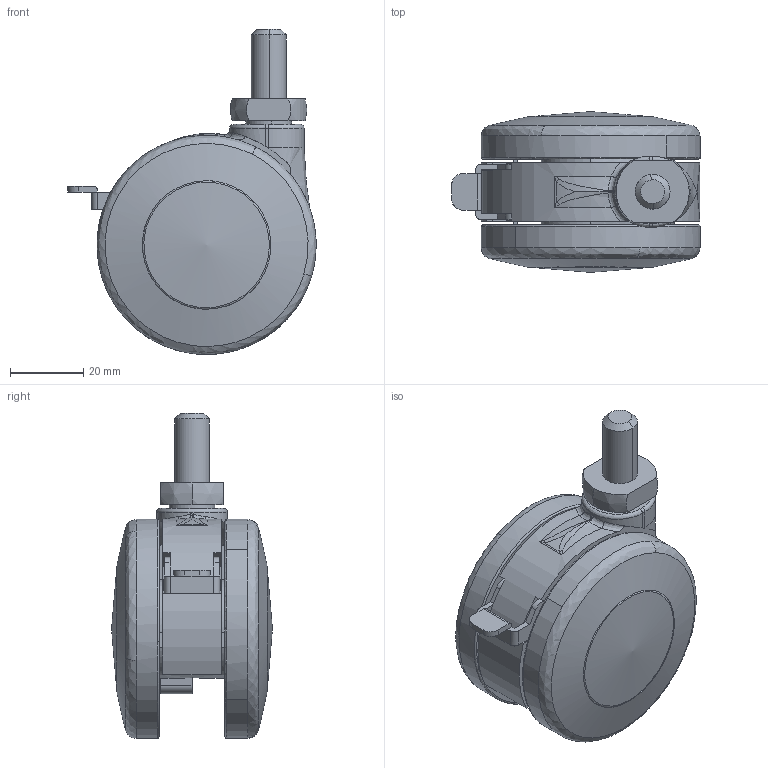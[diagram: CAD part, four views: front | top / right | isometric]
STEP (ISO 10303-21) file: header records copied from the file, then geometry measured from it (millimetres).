
FILE_DESCRIPTION((''),'2;1');
FILE_NAME('','2005-12-16T11:20:07',(''),(''),'','CADfix','');
FILE_SCHEMA(('AUTOMOTIVE_DESIGN'));
Length unit declared in the file: millimetre
Products named in the file (5): wheel; main shaft; lever; body; G7N3S_13233_36
Assembly tree (5 placements, depth 2):
  G7N3S_13233_36
    wheel  x2
    main shaft
    lever
    body
Bounding box: 68 x 44 x 89 mm (x, y, z)
Volume: 92802.1 mm3; surface area: 34193.8 mm2
Topology: 5 solids, 5 shells, 194 faces, 586 edges, 419 vertices
Faces by surface type: bspline 194
Entity records: 7118 total; most frequent: CARTESIAN_POINT 4140, ORIENTED_EDGE 1036, EDGE_CURVE 518, VERTEX_POINT 367, QUASI_UNIFORM_CURVE 225, EDGE_LOOP 199, FACE_OUTER_BOUND 175, ADVANCED_FACE 175
